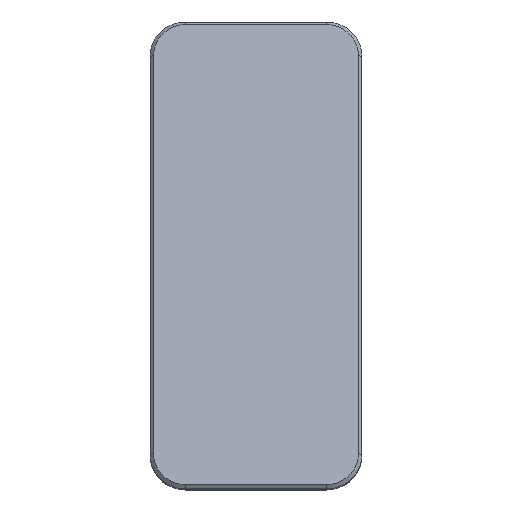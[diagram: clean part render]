
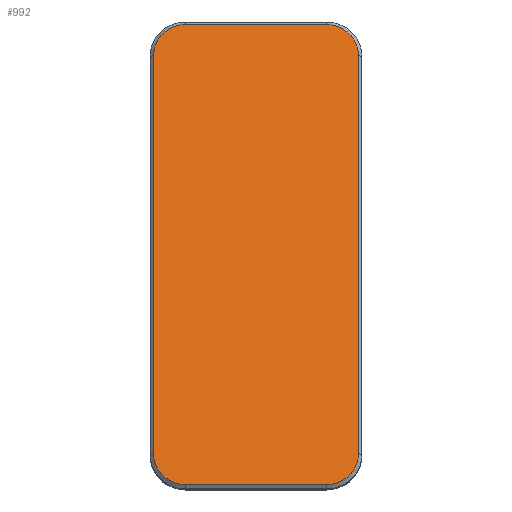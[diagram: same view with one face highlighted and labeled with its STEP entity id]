
A CAD part, front view. The second image highlights one B-rep face of the part: STEP entity #992.
In plain terms, the highlighted planar face has unit normal (0, -0.972, 0.233).
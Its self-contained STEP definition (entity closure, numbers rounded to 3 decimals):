
#583 = EDGE_CURVE ( 'NONE', #15339, #14212, #4381, .T. ) ;
#585 = CARTESIAN_POINT ( 'NONE',  ( 0., 9.228, -2.216 ) ) ;
#992 = ADVANCED_FACE ( 'NONE', ( #2431 ), #10039, .T. ) ;
#1053 = ORIENTED_EDGE ( 'NONE', *, *, #583, .T. ) ;
#1629 = CARTESIAN_POINT ( 'NONE',  ( -29., 1.537, -34.253 ) ) ;
#1666 = LINE ( 'NONE', #19595, #10040 ) ;
#2358 = ORIENTED_EDGE ( 'NONE', *, *, #21868, .T. ) ;
#2431 = FACE_OUTER_BOUND ( 'NONE', #24444, .T. ) ;
#2591 = CARTESIAN_POINT ( 'NONE',  ( 29., 28.592, 78.441 ) ) ;
#3028 = DIRECTION ( 'NONE',  ( 0., -0.972, 0.233 ) ) ;
#3057 = EDGE_CURVE ( 'NONE', #7250, #12453, #6550, .T. ) ;
#3584 = EDGE_CURVE ( 'NONE', #13307, #17662, #5154, .T. ) ;
#3874 = VECTOR ( 'NONE', #16415, 1000. ) ;
#4034 = DIRECTION ( 'NONE',  ( -1., 0., 0. ) ) ;
#4232 = CARTESIAN_POINT ( 'NONE',  ( -29., 9.228, -2.216 ) ) ;
#4381 = CIRCLE ( 'NONE', #18294, 9. ) ;
#4769 = CARTESIAN_POINT ( 'NONE',  ( 20., 30.693, 87.192 ) ) ;
#4820 = AXIS2_PLACEMENT_3D ( 'NONE', #9468, #21294, #13577 ) ;
#5154 = CIRCLE ( 'NONE', #22245, 9. ) ;
#5211 = VECTOR ( 'NONE', #14949, 1000. ) ;
#5304 = CARTESIAN_POINT ( 'NONE',  ( 29., 1.537, -34.253 ) ) ;
#6550 = CIRCLE ( 'NONE', #8526, 9. ) ;
#7081 = CARTESIAN_POINT ( 'NONE',  ( -20., 30.693, 87.192 ) ) ;
#7250 = VERTEX_POINT ( 'NONE', #1629 ) ;
#7371 = VERTEX_POINT ( 'NONE', #15819 ) ;
#7475 = LINE ( 'NONE', #7850, #5211 ) ;
#7496 = ORIENTED_EDGE ( 'NONE', *, *, #3057, .T. ) ;
#7669 = CARTESIAN_POINT ( 'NONE',  ( -20., -0.564, -43.004 ) ) ;
#7850 = CARTESIAN_POINT ( 'NONE',  ( 20., -0.564, -43.004 ) ) ;
#7931 = AXIS2_PLACEMENT_3D ( 'NONE', #585, #3028, #14495 ) ;
#8097 = DIRECTION ( 'NONE',  ( 0., -0.233, -0.972 ) ) ;
#8526 = AXIS2_PLACEMENT_3D ( 'NONE', #13383, #21227, #22598 ) ;
#8975 = CARTESIAN_POINT ( 'NONE',  ( -20., 28.592, 78.441 ) ) ;
#9468 = CARTESIAN_POINT ( 'NONE',  ( 20., 1.537, -34.253 ) ) ;
#10039 = PLANE ( 'NONE',  #7931 ) ;
#10040 = VECTOR ( 'NONE', #4034, 1000. ) ;
#10183 = DIRECTION ( 'NONE',  ( 0., -0.233, -0.972 ) ) ;
#11053 = VECTOR ( 'NONE', #8097, 1000. ) ;
#11159 = CIRCLE ( 'NONE', #4820, 9. ) ;
#11233 = CARTESIAN_POINT ( 'NONE',  ( -29., 28.592, 78.441 ) ) ;
#11754 = ORIENTED_EDGE ( 'NONE', *, *, #14767, .T. ) ;
#11927 = CARTESIAN_POINT ( 'NONE',  ( 20., 28.592, 78.441 ) ) ;
#12050 = DIRECTION ( 'NONE',  ( 0., -0.972, 0.233 ) ) ;
#12453 = VERTEX_POINT ( 'NONE', #7669 ) ;
#13307 = VERTEX_POINT ( 'NONE', #7081 ) ;
#13383 = CARTESIAN_POINT ( 'NONE',  ( -20., 1.537, -34.253 ) ) ;
#13568 = ORIENTED_EDGE ( 'NONE', *, *, #3584, .T. ) ;
#13577 = DIRECTION ( 'NONE',  ( 0., -0.233, -0.972 ) ) ;
#14212 = VERTEX_POINT ( 'NONE', #4769 ) ;
#14495 = DIRECTION ( 'NONE',  ( 0., -0.233, -0.972 ) ) ;
#14643 = CARTESIAN_POINT ( 'NONE',  ( 29., 28.592, 78.441 ) ) ;
#14767 = EDGE_CURVE ( 'NONE', #15213, #15339, #19552, .T. ) ;
#14949 = DIRECTION ( 'NONE',  ( 1., 0., 0. ) ) ;
#15213 = VERTEX_POINT ( 'NONE', #5304 ) ;
#15339 = VERTEX_POINT ( 'NONE', #14643 ) ;
#15679 = ORIENTED_EDGE ( 'NONE', *, *, #19011, .T. ) ;
#15802 = EDGE_CURVE ( 'NONE', #17662, #7250, #21293, .T. ) ;
#15819 = CARTESIAN_POINT ( 'NONE',  ( 20., -0.564, -43.004 ) ) ;
#16415 = DIRECTION ( 'NONE',  ( 0., 0.233, 0.972 ) ) ;
#17662 = VERTEX_POINT ( 'NONE', #11233 ) ;
#18294 = AXIS2_PLACEMENT_3D ( 'NONE', #11927, #12050, #10183 ) ;
#18919 = ORIENTED_EDGE ( 'NONE', *, *, #19010, .T. ) ;
#19010 = EDGE_CURVE ( 'NONE', #12453, #7371, #7475, .T. ) ;
#19011 = EDGE_CURVE ( 'NONE', #7371, #15213, #11159, .T. ) ;
#19552 = LINE ( 'NONE', #2591, #3874 ) ;
#19595 = CARTESIAN_POINT ( 'NONE',  ( 0., 30.693, 87.192 ) ) ;
#20414 = DIRECTION ( 'NONE',  ( 0., -0.972, 0.233 ) ) ;
#21096 = ORIENTED_EDGE ( 'NONE', *, *, #15802, .T. ) ;
#21227 = DIRECTION ( 'NONE',  ( 0., -0.972, 0.233 ) ) ;
#21293 = LINE ( 'NONE', #4232, #11053 ) ;
#21294 = DIRECTION ( 'NONE',  ( 0., -0.972, 0.233 ) ) ;
#21868 = EDGE_CURVE ( 'NONE', #14212, #13307, #1666, .T. ) ;
#22245 = AXIS2_PLACEMENT_3D ( 'NONE', #8975, #20414, #23904 ) ;
#22598 = DIRECTION ( 'NONE',  ( 0., -0.233, -0.972 ) ) ;
#23904 = DIRECTION ( 'NONE',  ( 0., -0.233, -0.972 ) ) ;
#24444 = EDGE_LOOP ( 'NONE', ( #21096, #7496, #18919, #15679, #11754, #1053, #2358, #13568 ) ) ;
